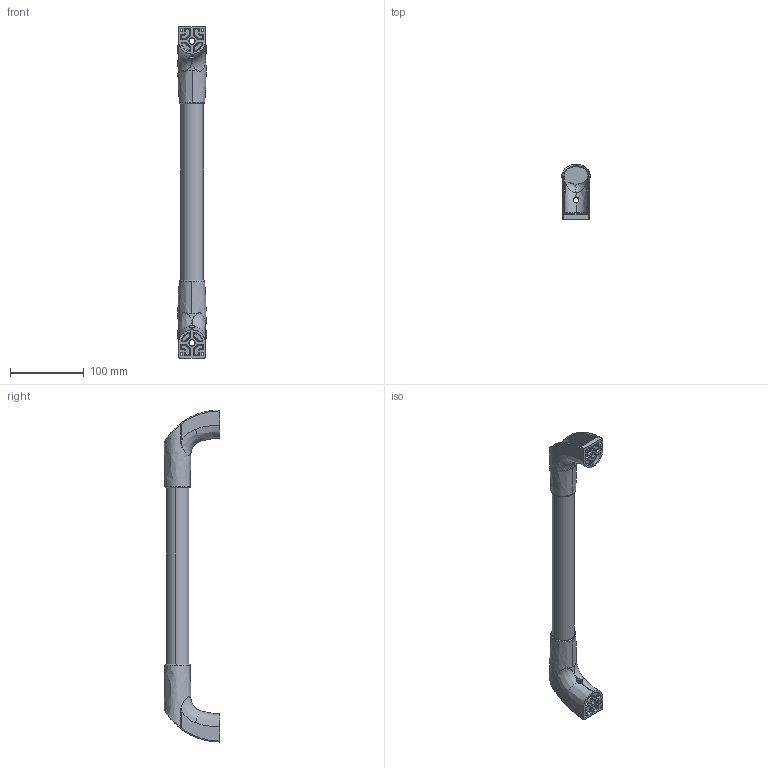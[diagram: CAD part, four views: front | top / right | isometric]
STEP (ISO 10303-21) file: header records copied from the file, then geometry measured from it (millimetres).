
FILE_DESCRIPTION (( 'STEP AP214' ), '1' );
FILE_NAME ('7310039', '2019-01-30T09:07:55', ( '' ), ('JUGARD+KÜNSTNER GmbH'), 'SwSTEP 2.0', 'SolidWorks 2017', '' );
FILE_SCHEMA (( 'AUTOMOTIVE_DESIGN' ));
Length unit declared in the file: millimetre
Products named in the file (3): 7310039; Part2; Part3
Assembly tree (3 placements, depth 2):
  7310039
    Part2  x2
    Part3
Bounding box: 38.1 x 75 x 449.19 mm (x, y, z)
Volume: 112495.4 mm3; surface area: 103980.2 mm2
Topology: 3 solids, 3 shells, 324 faces, 830 edges, 510 vertices
Faces by surface type: bspline 154, plane 76, cylinder 58, cone 36
Entity records: 12348 total; most frequent: CARTESIAN_POINT 7034, ORIENTED_EDGE 838, DIRECTION 536, EDGE_CURVE 419, VERTEX_POINT 259, AXIS2_PLACEMENT_3D 210, EDGE_LOOP 176, B_SPLINE_CURVE_WITH_KNOTS 174
